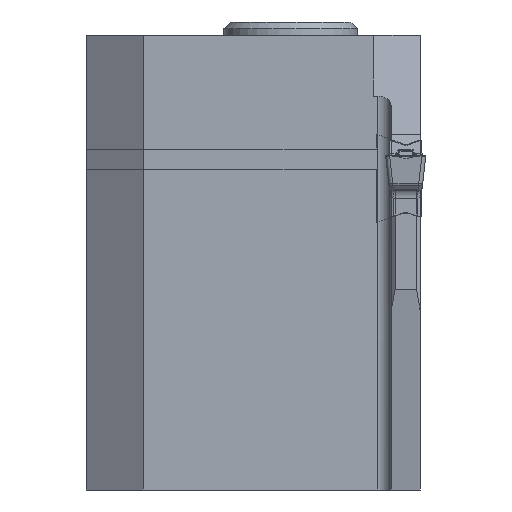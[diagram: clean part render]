
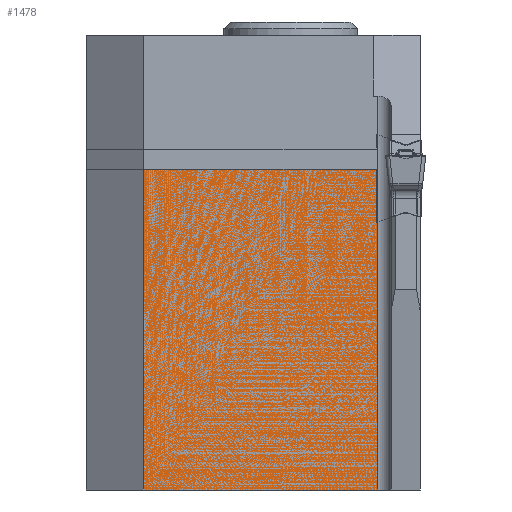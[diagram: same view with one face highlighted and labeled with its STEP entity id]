
A CAD part, left-side view. The second image highlights one B-rep face of the part: STEP entity #1478.
In plain terms, the highlighted planar face has unit normal (-1, 0, 0).
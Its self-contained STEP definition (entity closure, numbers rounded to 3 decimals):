
#1478=ADVANCED_FACE('',(#2295),#2152,.F.);
#2152=PLANE('',#10590);
#2295=FACE_OUTER_BOUND('',#2940,.T.);
#2940=EDGE_LOOP('',(#4097,#4098,#4099,#4100,#4101,#4102));
#4097=ORIENTED_EDGE('',*,*,#8213,.F.);
#4098=ORIENTED_EDGE('',*,*,#8209,.F.);
#4099=ORIENTED_EDGE('',*,*,#8214,.F.);
#4100=ORIENTED_EDGE('',*,*,#8215,.T.);
#4101=ORIENTED_EDGE('',*,*,#8216,.T.);
#4102=ORIENTED_EDGE('',*,*,#8217,.T.);
#7263=VERTEX_POINT('',#13682);
#7264=VERTEX_POINT('',#13684);
#7267=VERTEX_POINT('',#13694);
#7268=VERTEX_POINT('',#13696);
#7269=VERTEX_POINT('',#13698);
#7270=VERTEX_POINT('',#13700);
#8209=EDGE_CURVE('',#7264,#7263,#9789,.T.);
#8213=EDGE_CURVE('',#7263,#7267,#9793,.T.);
#8214=EDGE_CURVE('',#7268,#7264,#9794,.T.);
#8215=EDGE_CURVE('',#7268,#7269,#9795,.T.);
#8216=EDGE_CURVE('',#7269,#7270,#9796,.T.);
#8217=EDGE_CURVE('',#7270,#7267,#9797,.T.);
#9789=LINE('',#13685,#10197);
#9793=LINE('',#13693,#10201);
#9794=LINE('',#13695,#10202);
#9795=LINE('',#13697,#10203);
#9796=LINE('',#13699,#10204);
#9797=LINE('',#13701,#10205);
#10197=VECTOR('',#11501,1.);
#10201=VECTOR('',#11509,1.);
#10202=VECTOR('',#11510,1.);
#10203=VECTOR('',#11511,1.);
#10204=VECTOR('',#11512,1.);
#10205=VECTOR('',#11513,1.);
#10590=AXIS2_PLACEMENT_3D('',#13702,#11514,#11515);
#11501=DIRECTION('',(0.,0.,1.));
#11509=DIRECTION('',(0.,-1.,0.));
#11510=DIRECTION('',(0.,1.,0.));
#11511=DIRECTION('',(0.,0.,1.));
#11512=DIRECTION('',(0.,0.946,-0.326));
#11513=DIRECTION('',(0.,0.,1.));
#11514=DIRECTION('',(1.,0.,0.));
#11515=DIRECTION('',(0.,1.,0.));
#13682=CARTESIAN_POINT('',(11.,19.616,-1.));
#13684=CARTESIAN_POINT('',(11.,19.616,-25.));
#13685=CARTESIAN_POINT('',(11.,19.616,-25.));
#13693=CARTESIAN_POINT('',(11.,1.1,-1.));
#13694=CARTESIAN_POINT('',(11.,2.2,-1.));
#13695=CARTESIAN_POINT('',(11.,1.1,-25.));
#13696=CARTESIAN_POINT('',(11.,2.1,-25.));
#13697=CARTESIAN_POINT('',(11.,2.1,9.));
#13698=CARTESIAN_POINT('',(11.,2.1,-4.951));
#13699=CARTESIAN_POINT('',(11.,7.378,-6.768));
#13700=CARTESIAN_POINT('',(11.,2.2,-4.986));
#13701=CARTESIAN_POINT('',(11.,2.2,-25.));
#13702=CARTESIAN_POINT('',(11.,1.1,-25.));
